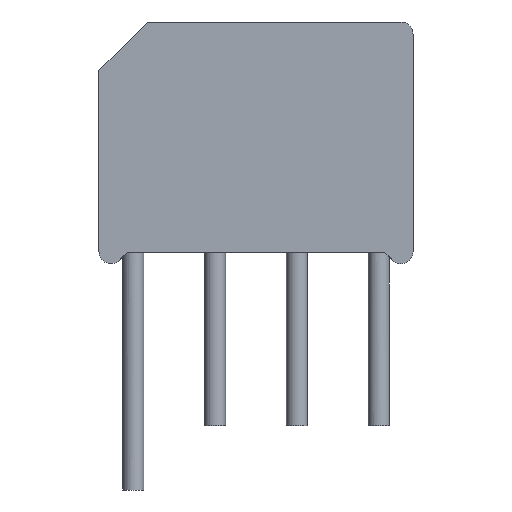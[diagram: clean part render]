
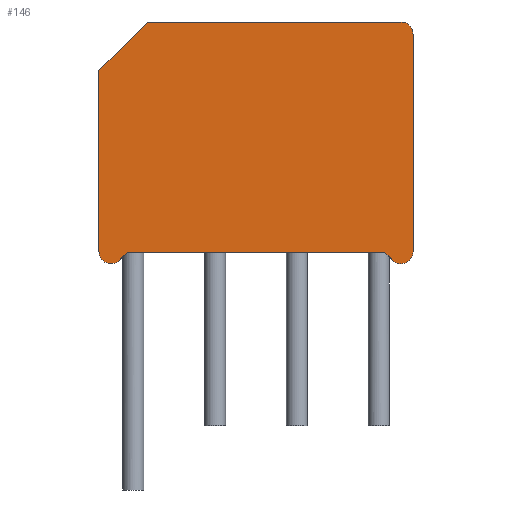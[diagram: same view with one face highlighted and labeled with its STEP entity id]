
A CAD part, front view. The second image highlights one B-rep face of the part: STEP entity #146.
In plain terms, the highlighted planar face has unit normal (0, -1, 0).
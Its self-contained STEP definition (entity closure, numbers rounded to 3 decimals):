
#66=EDGE_CURVE('',#67,#69,#71,.T.);
#67=VERTEX_POINT('',#68);
#68=CARTESIAN_POINT('',(-0.38,-2.3,0.75));
#69=VERTEX_POINT('',#70);
#70=CARTESIAN_POINT('',(-0.84,-2.3,0.272));
#71=LINE('',#68,#72);
#72=VECTOR('',#73,1.);
#73=DIRECTION('',(-0.693,0.,-0.721));
#97=EDGE_CURVE('',#98,#67,#100,.T.);
#98=VERTEX_POINT('',#99);
#99=CARTESIAN_POINT('',(15.62,-2.3,0.75));
#100=LINE('',#99,#101);
#101=VECTOR('',#102,1.);
#102=DIRECTION('',(-1.,0.,0.));
#146=ADVANCED_FACE('',(#147),#214,.T.);
#147=FACE_BOUND('',#148,.F.);
#148=EDGE_LOOP('',(#149,#158,#165,#172,#180,#187,#194,#198,#203,#204,#205,#212));
#149=ORIENTED_EDGE('',*,*,#150,.T.);
#150=EDGE_CURVE('',#151,#153,#155,.T.);
#151=VERTEX_POINT('',#152);
#152=CARTESIAN_POINT('',(-2.13,-2.3,0.792));
#153=VERTEX_POINT('',#154);
#154=CARTESIAN_POINT('',(-2.13,-2.3,12.05));
#155=LINE('',#152,#156);
#156=VECTOR('',#157,1.);
#157=DIRECTION('',(0.,0.,1.));
#158=ORIENTED_EDGE('',*,*,#159,.T.);
#159=EDGE_CURVE('',#153,#160,#162,.T.);
#160=VERTEX_POINT('',#161);
#161=CARTESIAN_POINT('',(0.87,-2.3,15.05));
#162=LINE('',#154,#163);
#163=VECTOR('',#164,1.);
#164=DIRECTION('',(0.707,0.,0.707));
#165=ORIENTED_EDGE('',*,*,#166,.T.);
#166=EDGE_CURVE('',#160,#167,#169,.T.);
#167=VERTEX_POINT('',#168);
#168=CARTESIAN_POINT('',(16.62,-2.3,15.05));
#169=LINE('',#161,#170);
#170=VECTOR('',#171,1.);
#171=DIRECTION('',(1.,0.,0.));
#172=ORIENTED_EDGE('',*,*,#173,.T.);
#173=EDGE_CURVE('',#167,#174,#176,.T.);
#174=VERTEX_POINT('',#175);
#175=CARTESIAN_POINT('',(17.37,-2.3,14.3));
#176=CIRCLE('',#177,0.75);
#177=AXIS2_PLACEMENT_3D('',#178,#179,#102);
#178=CARTESIAN_POINT('',(16.62,-2.3,14.3));
#179=DIRECTION('',(0.,1.,0.));
#180=ORIENTED_EDGE('',*,*,#181,.T.);
#181=EDGE_CURVE('',#174,#182,#184,.T.);
#182=VERTEX_POINT('',#183);
#183=CARTESIAN_POINT('',(17.37,-2.3,0.792));
#184=LINE('',#175,#185);
#185=VECTOR('',#186,1.);
#186=DIRECTION('',(0.,0.,-1.));
#187=ORIENTED_EDGE('',*,*,#188,.T.);
#188=EDGE_CURVE('',#182,#189,#191,.T.);
#189=VERTEX_POINT('',#190);
#190=CARTESIAN_POINT('',(16.727,-2.3,0.05));
#191=CIRCLE('',#192,0.75);
#192=AXIS2_PLACEMENT_3D('',#193,#179,#102);
#193=CARTESIAN_POINT('',(16.62,-2.3,0.792));
#194=ORIENTED_EDGE('',*,*,#195,.T.);
#195=EDGE_CURVE('',#189,#196,#191,.T.);
#196=VERTEX_POINT('',#197);
#197=CARTESIAN_POINT('',(16.08,-2.3,0.272));
#198=ORIENTED_EDGE('',*,*,#199,.T.);
#199=EDGE_CURVE('',#196,#98,#200,.T.);
#200=LINE('',#197,#201);
#201=VECTOR('',#202,1.);
#202=DIRECTION('',(-0.693,0.,0.721));
#203=ORIENTED_EDGE('',*,*,#97,.T.);
#204=ORIENTED_EDGE('',*,*,#66,.T.);
#205=ORIENTED_EDGE('',*,*,#206,.T.);
#206=EDGE_CURVE('',#69,#207,#209,.T.);
#207=VERTEX_POINT('',#208);
#208=CARTESIAN_POINT('',(-1.273,-2.3,0.05));
#209=CIRCLE('',#210,0.75);
#210=AXIS2_PLACEMENT_3D('',#211,#179,#102);
#211=CARTESIAN_POINT('',(-1.38,-2.3,0.792));
#212=ORIENTED_EDGE('',*,*,#213,.T.);
#213=EDGE_CURVE('',#207,#151,#209,.T.);
#214=PLANE('',#215);
#215=AXIS2_PLACEMENT_3D('',#152,#216,#186);
#216=DIRECTION('',(0.,-1.,0.));
